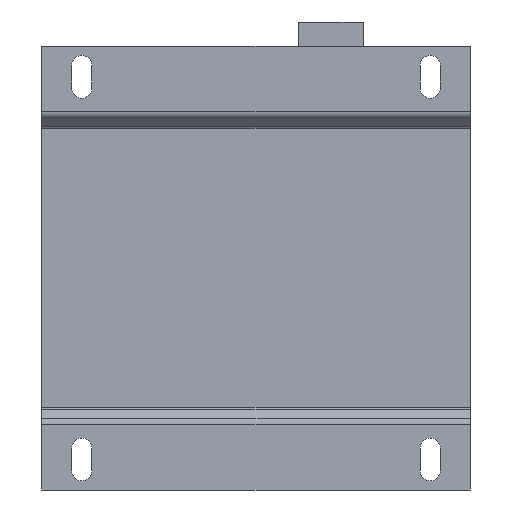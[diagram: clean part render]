
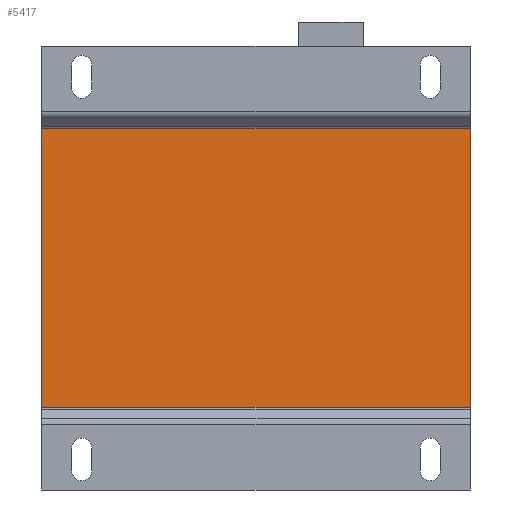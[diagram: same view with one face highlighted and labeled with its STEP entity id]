
A CAD part, front view. The second image highlights one B-rep face of the part: STEP entity #5417.
In plain terms, the highlighted planar face has unit normal (0, -1, 0).
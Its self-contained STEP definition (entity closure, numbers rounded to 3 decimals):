
#153 = CARTESIAN_POINT ( 'NONE',  ( -75., -64.5, 48.757 ) ) ;
#467 = ORIENTED_EDGE ( 'NONE', *, *, #5993, .F. ) ;
#1196 = LINE ( 'NONE', #8037, #6139 ) ;
#1258 = DIRECTION ( 'NONE',  ( -1., 0., 0. ) ) ;
#1308 = ORIENTED_EDGE ( 'NONE', *, *, #3936, .T. ) ;
#1668 = LINE ( 'NONE', #1880, #4625 ) ;
#1856 = CARTESIAN_POINT ( 'NONE',  ( 75., -64.5, -77.7 ) ) ;
#1880 = CARTESIAN_POINT ( 'NONE',  ( 0., -64.5, -48.757 ) ) ;
#1957 = DIRECTION ( 'NONE',  ( -1., 0., 0. ) ) ;
#2068 = DIRECTION ( 'NONE',  ( 0., 0., 1. ) ) ;
#2113 = VECTOR ( 'NONE', #3153, 1000. ) ;
#2538 = FACE_OUTER_BOUND ( 'NONE', #6842, .T. ) ;
#2585 = CARTESIAN_POINT ( 'NONE',  ( -75., -64.5, -48.757 ) ) ;
#2997 = CARTESIAN_POINT ( 'NONE',  ( 0., -64.5, 0. ) ) ;
#3153 = DIRECTION ( 'NONE',  ( 0., 0., -1. ) ) ;
#3751 = DIRECTION ( 'NONE',  ( 0., 0., 1. ) ) ;
#3936 = EDGE_CURVE ( 'Defeature ausgef�hrt1_95+Defeature ausgef�hrt1_118+Defeature ausgef�hrt1_100+Defeature ausgef�hrt1_102', #6765, #8529, #1196, .T. ) ;
#4625 = VECTOR ( 'NONE', #1258, 1000. ) ;
#4768 = ORIENTED_EDGE ( 'NONE', *, *, #6180, .F. ) ;
#5120 = AXIS2_PLACEMENT_3D ( 'NONE', #2997, #8373, #3751 ) ;
#5147 = ORIENTED_EDGE ( 'NONE', *, *, #7786, .F. ) ;
#5360 = LINE ( 'NONE', #1856, #2113 ) ;
#5417 = ADVANCED_FACE ( 'Defeature ausgef�hrt1_95', ( #2538 ), #6988, .F. ) ;
#5485 = CARTESIAN_POINT ( 'NONE',  ( 75., -64.5, 48.757 ) ) ;
#5880 = LINE ( 'NONE', #7332, #8743 ) ;
#5993 = EDGE_CURVE ( 'Defeature ausgef�hrt1_105+Defeature ausgef�hrt1_95+Defeature ausgef�hrt1_103+Defeature ausgef�hrt1_104', #7294, #8433, #1668, .T. ) ;
#6058 = CARTESIAN_POINT ( 'NONE',  ( 75., -64.5, -48.757 ) ) ;
#6139 = VECTOR ( 'NONE', #1957, 1000. ) ;
#6180 = EDGE_CURVE ( 'Defeature ausgef�hrt1_102+Defeature ausgef�hrt1_95+Defeature ausgef�hrt1_104+Defeature ausgef�hrt1_117', #8433, #8529, #5880, .T. ) ;
#6765 = VERTEX_POINT ( 'NONE', #5485 ) ;
#6842 = EDGE_LOOP ( 'NONE', ( #5147, #1308, #4768, #467 ) ) ;
#6988 = PLANE ( 'NONE',  #5120 ) ;
#7294 = VERTEX_POINT ( 'NONE', #6058 ) ;
#7332 = CARTESIAN_POINT ( 'NONE',  ( -75., -64.5, -77.7 ) ) ;
#7786 = EDGE_CURVE ( 'Defeature ausgef�hrt1_100+Defeature ausgef�hrt1_95+Defeature ausgef�hrt1_116+Defeature ausgef�hrt1_103', #6765, #7294, #5360, .T. ) ;
#8037 = CARTESIAN_POINT ( 'NONE',  ( 0., -64.5, 48.757 ) ) ;
#8373 = DIRECTION ( 'NONE',  ( 0., 1., 0. ) ) ;
#8433 = VERTEX_POINT ( 'NONE', #2585 ) ;
#8529 = VERTEX_POINT ( 'NONE', #153 ) ;
#8743 = VECTOR ( 'NONE', #2068, 1000. ) ;
